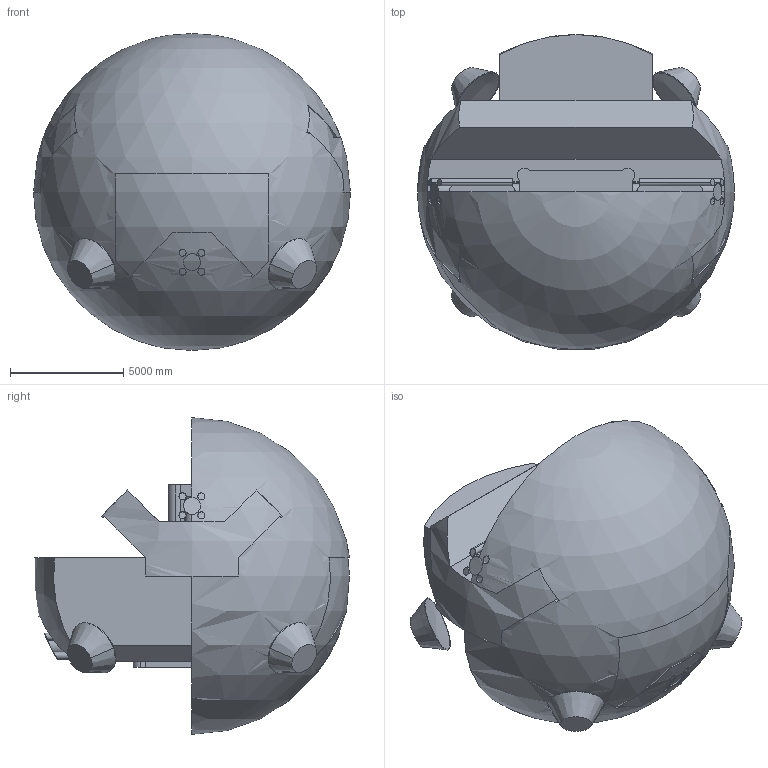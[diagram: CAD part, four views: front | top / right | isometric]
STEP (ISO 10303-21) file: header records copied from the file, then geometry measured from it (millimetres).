
FILE_DESCRIPTION(('produced by SPATIAL CORP'),'2;1');
FILE_NAME( 'inner_sphere.step.hh.sat.stp','2002-04-22T10:01:18+00:00',( 'SPATIAL CORP'),('SPATIAL CORP'),'ACIS STEP Husk', 'http://www.spatial.com','SPATIAL CORP');
FILE_SCHEMA(('CONFIG_CONTROL_DESIGN'));
Length unit declared in the file: millimetre
Products named in the file (1): PRODUCT_ID_1
Bounding box: 14000 x 13910.32 x 14000 mm (x, y, z)
Volume: 541671881179.4 mm3; surface area: 1273064675.2 mm2
Topology: 1 solids, 3 shells, 235 faces, 684 edges, 454 vertices
Faces by surface type: cylinder 112, plane 93, cone 16, sphere 14
Entity records: 14386 total; most frequent: CARTESIAN_POINT 8698, ORIENTED_EDGE 1344, DIRECTION 926, EDGE_CURVE 672, VERTEX_POINT 454, AXIS2_PLACEMENT_3D 318, EDGE_LOOP 312, FACE_BOUND 312
